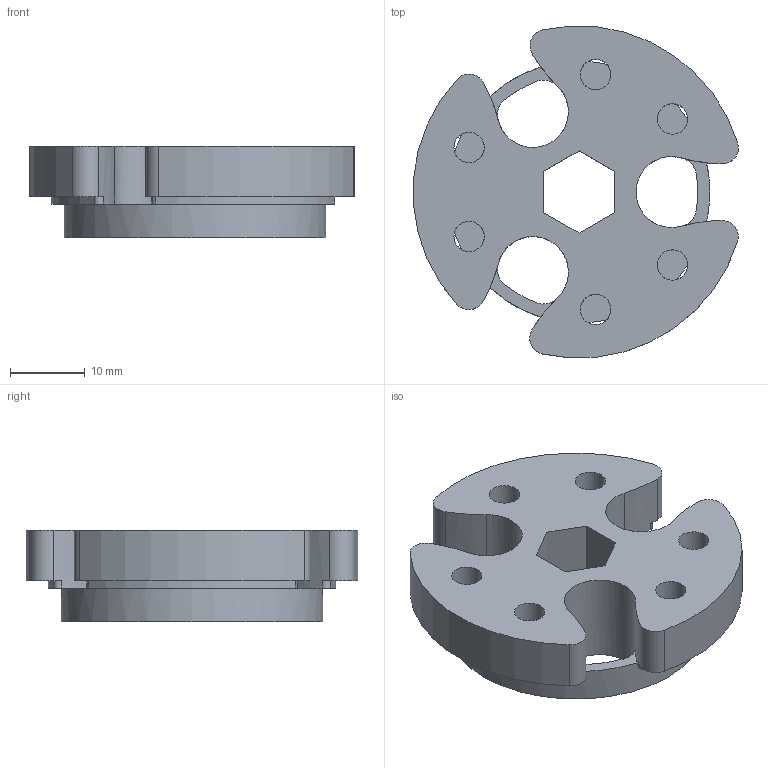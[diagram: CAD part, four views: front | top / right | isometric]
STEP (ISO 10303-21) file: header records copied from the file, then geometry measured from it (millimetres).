
FILE_DESCRIPTION(/* description */ (''),/* implementation_level */ '2;1');
FILE_NAME(/* name */ 'end cap.step',/* time_stamp */ '2023-12-09T01:32:56-05:00',/* author */ (''),/* organization */ (''),/* preprocessor_version */ 'ST-DEVELOPER v20',/* originating_system */ 'Autodesk Translation Framework v12.14.0.127',/* authorisation */ '');
FILE_SCHEMA (('AUTOMOTIVE_DESIGN { 1 0 10303 214 3 1 1 }'));
Length unit declared in the file: inch
Products named in the file (1): Component4
Bounding box: 43.47 x 44.38 x 12.23 mm (x, y, z)
Volume: 10840.6 mm3; surface area: 5783.1 mm2
Topology: 1 solids, 1 shells, 66 faces, 201 edges, 128 vertices
Faces by surface type: cylinder 43, plane 23
Full cylindrical faces by diameter (mm): 4.067 x6, 35 x1
Entity records: 2390 total; most frequent: DIRECTION 469, ORIENTED_EDGE 402, CARTESIAN_POINT 396, EDGE_CURVE 201, AXIS2_PLACEMENT_3D 201, CIRCLE 134, VERTEX_POINT 128, EDGE_LOOP 77
